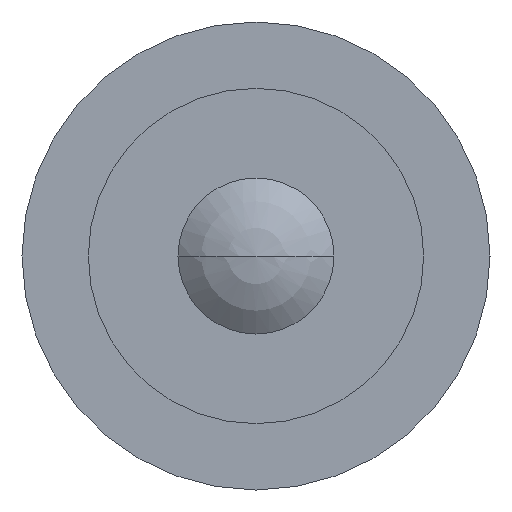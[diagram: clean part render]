
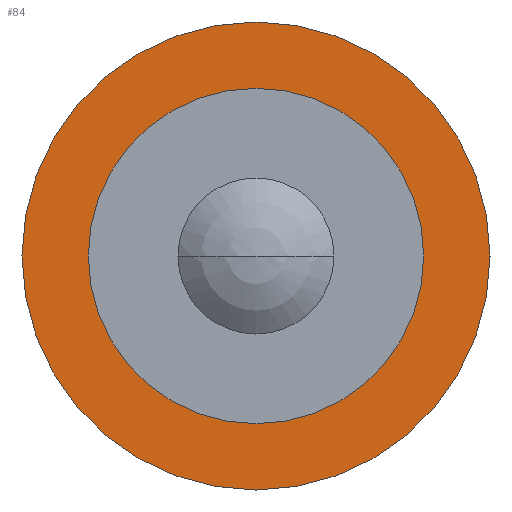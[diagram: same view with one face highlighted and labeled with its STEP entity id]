
A CAD part, left-side view. The second image highlights one B-rep face of the part: STEP entity #84.
In plain terms, the highlighted planar face has unit normal (-1, 0, 0).
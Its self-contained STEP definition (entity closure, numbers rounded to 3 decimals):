
#84=ADVANCED_FACE('',(#112,#113),#114,.F.);
#112=FACE_BOUND('',#150,.T.);
#113=FACE_OUTER_BOUND('',#151,.T.);
#114=PLANE('',#152);
#150=EDGE_LOOP('',(#234,#235));
#151=EDGE_LOOP('',(#236,#237));
#152=AXIS2_PLACEMENT_3D('',#238,#239,#240);
#234=ORIENTED_EDGE('',*,*,#315,.F.);
#235=ORIENTED_EDGE('',*,*,#307,.F.);
#236=ORIENTED_EDGE('',*,*,#316,.T.);
#237=ORIENTED_EDGE('',*,*,#301,.T.);
#238=CARTESIAN_POINT('',(8.5,3.0,0.0));
#239=DIRECTION('',(1.0,0.0,0.0));
#240=DIRECTION('',(0.0,0.0,-1.0));
#301=EDGE_CURVE('',#349,#346,#350,.T.);
#307=EDGE_CURVE('',#359,#355,#361,.T.);
#315=EDGE_CURVE('',#355,#359,#372,.T.);
#316=EDGE_CURVE('',#346,#349,#373,.T.);
#346=VERTEX_POINT('',#407);
#349=VERTEX_POINT('',#411);
#350=CIRCLE('',#412,3.0);
#355=VERTEX_POINT('',#418);
#359=VERTEX_POINT('',#423);
#361=CIRCLE('',#426,2.15);
#372=CIRCLE('',#439,2.15);
#373=CIRCLE('',#440,3.0);
#407=CARTESIAN_POINT('',(8.5,0.0,3.0));
#411=CARTESIAN_POINT('',(8.5,0.,-3.0));
#412=AXIS2_PLACEMENT_3D('',#475,#476,#477);
#418=CARTESIAN_POINT('',(8.5,0.0,2.15));
#423=CARTESIAN_POINT('',(8.5,0.,-2.15));
#426=AXIS2_PLACEMENT_3D('',#487,#488,#489);
#439=AXIS2_PLACEMENT_3D('',#507,#508,#509);
#440=AXIS2_PLACEMENT_3D('',#510,#511,#512);
#475=CARTESIAN_POINT('',(8.5,0.0,0.0));
#476=DIRECTION('',(-1.0,0.0,0.0));
#477=DIRECTION('',(0.0,0.0,1.0));
#487=CARTESIAN_POINT('',(8.5,0.0,0.0));
#488=DIRECTION('',(-1.0,0.0,0.0));
#489=DIRECTION('',(0.0,0.0,1.0));
#507=CARTESIAN_POINT('',(8.5,0.0,0.0));
#508=DIRECTION('',(-1.0,0.0,0.0));
#509=DIRECTION('',(0.0,0.0,1.0));
#510=CARTESIAN_POINT('',(8.5,0.0,0.0));
#511=DIRECTION('',(-1.0,0.0,0.0));
#512=DIRECTION('',(0.0,0.0,1.0));
